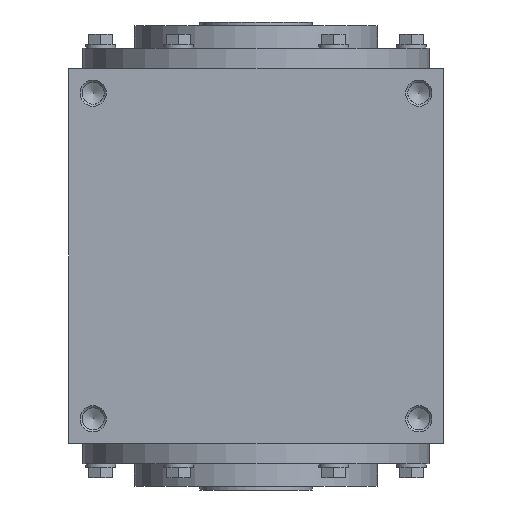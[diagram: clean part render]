
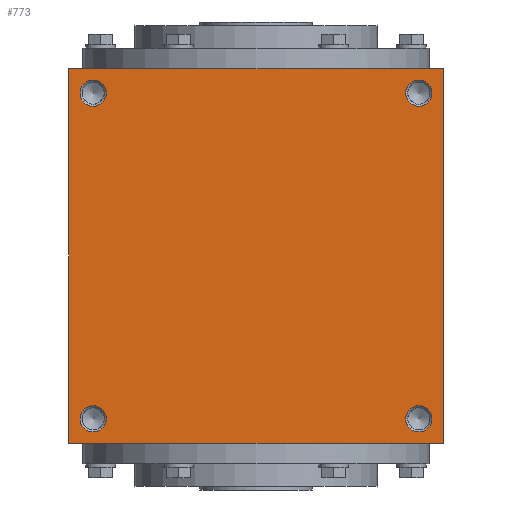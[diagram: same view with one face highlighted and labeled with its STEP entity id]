
A CAD part, left-side view. The second image highlights one B-rep face of the part: STEP entity #773.
In plain terms, the highlighted face is planar.
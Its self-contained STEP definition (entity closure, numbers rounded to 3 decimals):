
#773 = ADVANCED_FACE( '', ( #1586, #1587, #1588, #1589, #1590 ), #1591, .F. );
#1586 = FACE_BOUND( '', #2486, .T. );
#1587 = FACE_BOUND( '', #2487, .T. );
#1588 = FACE_BOUND( '', #2488, .T. );
#1589 = FACE_BOUND( '', #2489, .T. );
#1590 = FACE_OUTER_BOUND( '', #2490, .T. );
#1591 = PLANE( '', #2491 );
#2486 = EDGE_LOOP( '', ( #4024 ) );
#2487 = EDGE_LOOP( '', ( #4025 ) );
#2488 = EDGE_LOOP( '', ( #4026 ) );
#2489 = EDGE_LOOP( '', ( #4027 ) );
#2490 = EDGE_LOOP( '', ( #4028, #4029, #4030, #4031 ) );
#2491 = AXIS2_PLACEMENT_3D( '', #4032, #4033, #4034 );
#4024 = ORIENTED_EDGE( '', *, *, #5369, .F. );
#4025 = ORIENTED_EDGE( '', *, *, #5370, .T. );
#4026 = ORIENTED_EDGE( '', *, *, #4878, .F. );
#4027 = ORIENTED_EDGE( '', *, *, #5136, .T. );
#4028 = ORIENTED_EDGE( '', *, *, #5182, .F. );
#4029 = ORIENTED_EDGE( '', *, *, #5371, .F. );
#4030 = ORIENTED_EDGE( '', *, *, #5372, .F. );
#4031 = ORIENTED_EDGE( '', *, *, #4838, .F. );
#4032 = CARTESIAN_POINT( '', ( 0., 0., -100. ) );
#4033 = DIRECTION( '', ( 0., 0., 1. ) );
#4034 = DIRECTION( '', ( 1., 0., 0. ) );
#4838 = EDGE_CURVE( '', #5619, #5620, #5621, .T. );
#4878 = EDGE_CURVE( '', #5688, #5688, #5689, .T. );
#5136 = EDGE_CURVE( '', #6098, #6098, #6099, .T. );
#5182 = EDGE_CURVE( '', #6168, #5619, #6169, .T. );
#5369 = EDGE_CURVE( '', #6426, #6426, #6427, .T. );
#5370 = EDGE_CURVE( '', #6428, #6428, #6429, .T. );
#5371 = EDGE_CURVE( '', #6430, #6168, #6431, .T. );
#5372 = EDGE_CURVE( '', #5620, #6430, #6432, .T. );
#5619 = VERTEX_POINT( '', #6712 );
#5620 = VERTEX_POINT( '', #6713 );
#5621 = LINE( '', #6714, #6715 );
#5688 = VERTEX_POINT( '', #6814 );
#5689 = CIRCLE( '', #6815, 7. );
#6098 = VERTEX_POINT( '', #7330 );
#6099 = CIRCLE( '', #7331, 7. );
#6168 = VERTEX_POINT( '', #7421 );
#6169 = LINE( '', #7422, #7423 );
#6426 = VERTEX_POINT( '', #7770 );
#6427 = CIRCLE( '', #7771, 7. );
#6428 = VERTEX_POINT( '', #7772 );
#6429 = CIRCLE( '', #7773, 7. );
#6430 = VERTEX_POINT( '', #7774 );
#6431 = LINE( '', #7775, #7776 );
#6432 = LINE( '', #7777, #7778 );
#6712 = CARTESIAN_POINT( '', ( -100., -100., -100. ) );
#6713 = CARTESIAN_POINT( '', ( 100., -100., -100. ) );
#6714 = CARTESIAN_POINT( '', ( -100., -100., -100. ) );
#6715 = VECTOR( '', #8100, 1000. );
#6814 = CARTESIAN_POINT( '', ( -94., -87., -100. ) );
#6815 = AXIS2_PLACEMENT_3D( '', #8156, #8157, #8158 );
#7330 = CARTESIAN_POINT( '', ( 94., -87., -100. ) );
#7331 = AXIS2_PLACEMENT_3D( '', #8579, #8580, #8581 );
#7421 = CARTESIAN_POINT( '', ( -100., 100., -100. ) );
#7422 = CARTESIAN_POINT( '', ( -100., 100., -100. ) );
#7423 = VECTOR( '', #8652, 1000. );
#7770 = CARTESIAN_POINT( '', ( -94., 87., -100. ) );
#7771 = AXIS2_PLACEMENT_3D( '', #8897, #8898, #8899 );
#7772 = CARTESIAN_POINT( '', ( 94., 87., -100. ) );
#7773 = AXIS2_PLACEMENT_3D( '', #8900, #8901, #8902 );
#7774 = CARTESIAN_POINT( '', ( 100., 100., -100. ) );
#7775 = CARTESIAN_POINT( '', ( 100., 100., -100. ) );
#7776 = VECTOR( '', #8903, 1000. );
#7777 = CARTESIAN_POINT( '', ( 100., -100., -100. ) );
#7778 = VECTOR( '', #8904, 1000. );
#8100 = DIRECTION( '', ( 1., 0., 0. ) );
#8156 = CARTESIAN_POINT( '', ( -87., -87., -100. ) );
#8157 = DIRECTION( '', ( 0., 0., -1. ) );
#8158 = DIRECTION( '', ( -1., 0., 0. ) );
#8579 = CARTESIAN_POINT( '', ( 87., -87., -100. ) );
#8580 = DIRECTION( '', ( 0., 0., 1. ) );
#8581 = DIRECTION( '', ( 1., 0., 0. ) );
#8652 = DIRECTION( '', ( 0., -1., 0. ) );
#8897 = CARTESIAN_POINT( '', ( -87., 87., -100. ) );
#8898 = DIRECTION( '', ( 0., 0., -1. ) );
#8899 = DIRECTION( '', ( -1., 0., 0. ) );
#8900 = CARTESIAN_POINT( '', ( 87., 87., -100. ) );
#8901 = DIRECTION( '', ( 0., 0., 1. ) );
#8902 = DIRECTION( '', ( 1., 0., 0. ) );
#8903 = DIRECTION( '', ( -1., 0., 0. ) );
#8904 = DIRECTION( '', ( 0., 1., 0. ) );
